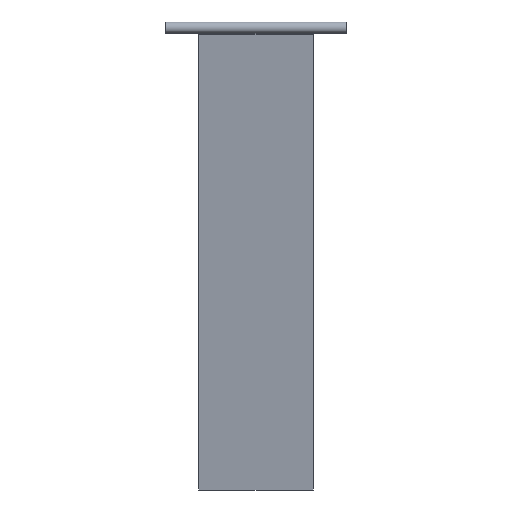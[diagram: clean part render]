
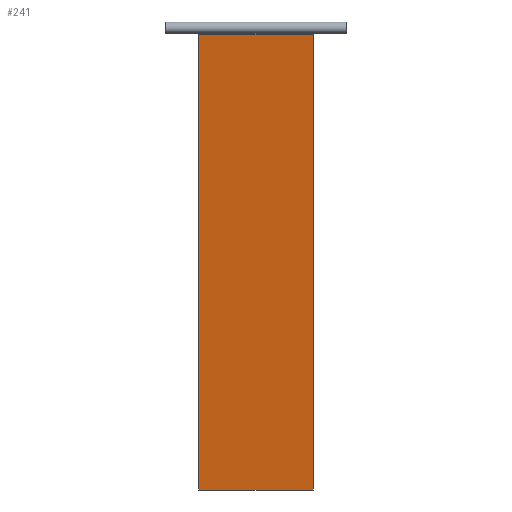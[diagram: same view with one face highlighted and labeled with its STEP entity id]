
A CAD part, front view. The second image highlights one B-rep face of the part: STEP entity #241.
In plain terms, the highlighted planar face has unit normal (0, -0.99, -0.139).
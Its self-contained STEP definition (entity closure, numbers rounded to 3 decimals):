
#13 = VECTOR ( 'NONE', #437, 1000. ) ;
#18 = EDGE_CURVE ( 'NONE', #399, #392, #213, .T. ) ;
#64 = VECTOR ( 'NONE', #165, 1000. ) ;
#76 = EDGE_CURVE ( 'NONE', #399, #211, #142, .T. ) ;
#85 = EDGE_LOOP ( 'NONE', ( #204, #159, #325, #286 ) ) ;
#106 = CARTESIAN_POINT ( 'NONE',  ( 2., 1.903, -0.042 ) ) ;
#135 = VECTOR ( 'NONE', #222, 1000. ) ;
#141 = LINE ( 'NONE', #317, #64 ) ;
#142 = LINE ( 'NONE', #106, #135 ) ;
#156 = CARTESIAN_POINT ( 'NONE',  ( 2., 1.903, -0.042 ) ) ;
#159 = ORIENTED_EDGE ( 'NONE', *, *, #415, .F. ) ;
#164 = CARTESIAN_POINT ( 'NONE',  ( -2., 4.176, -16.283 ) ) ;
#165 = DIRECTION ( 'NONE',  ( -1., 0., 0. ) ) ;
#204 = ORIENTED_EDGE ( 'NONE', *, *, #453, .T. ) ;
#211 = VERTEX_POINT ( 'NONE', #225 ) ;
#213 = LINE ( 'NONE', #405, #246 ) ;
#222 = DIRECTION ( 'NONE',  ( 0., 0.139, -0.99 ) ) ;
#225 = CARTESIAN_POINT ( 'NONE',  ( 2., 4.176, -16.283 ) ) ;
#235 = LINE ( 'NONE', #282, #13 ) ;
#241 = ADVANCED_FACE ( 'NONE', ( #256 ), #379, .F. ) ;
#243 = CARTESIAN_POINT ( 'NONE',  ( -2., 1.951, -0.386 ) ) ;
#246 = VECTOR ( 'NONE', #329, 1000. ) ;
#249 = AXIS2_PLACEMENT_3D ( 'NONE', #156, #423, #449 ) ;
#256 = FACE_OUTER_BOUND ( 'NONE', #85, .T. ) ;
#279 = CARTESIAN_POINT ( 'NONE',  ( 2., 1.951, -0.386 ) ) ;
#282 = CARTESIAN_POINT ( 'NONE',  ( -2., 1.903, -0.042 ) ) ;
#286 = ORIENTED_EDGE ( 'NONE', *, *, #18, .T. ) ;
#311 = VERTEX_POINT ( 'NONE', #164 ) ;
#317 = CARTESIAN_POINT ( 'NONE',  ( 2., 4.176, -16.283 ) ) ;
#325 = ORIENTED_EDGE ( 'NONE', *, *, #76, .F. ) ;
#329 = DIRECTION ( 'NONE',  ( -1., 0., 0. ) ) ;
#379 = PLANE ( 'NONE',  #249 ) ;
#392 = VERTEX_POINT ( 'NONE', #243 ) ;
#399 = VERTEX_POINT ( 'NONE', #279 ) ;
#405 = CARTESIAN_POINT ( 'NONE',  ( 2., 1.951, -0.386 ) ) ;
#415 = EDGE_CURVE ( 'NONE', #211, #311, #141, .T. ) ;
#423 = DIRECTION ( 'NONE',  ( 0., 0.99, 0.139 ) ) ;
#437 = DIRECTION ( 'NONE',  ( 0., 0.139, -0.99 ) ) ;
#449 = DIRECTION ( 'NONE',  ( 0., -0.139, 0.99 ) ) ;
#453 = EDGE_CURVE ( 'NONE', #392, #311, #235, .T. ) ;
